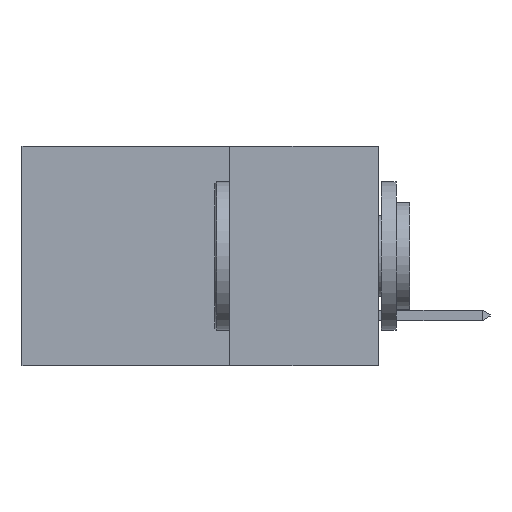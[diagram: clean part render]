
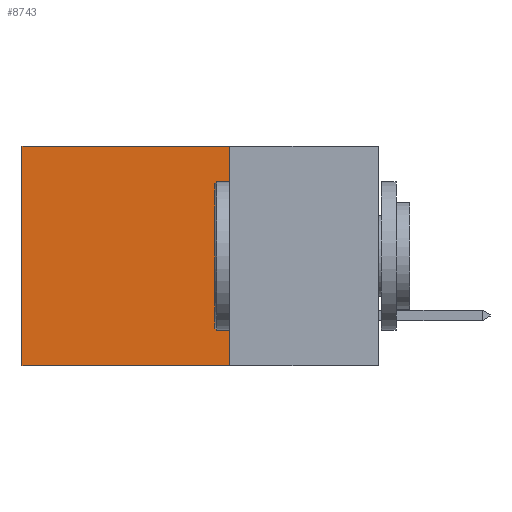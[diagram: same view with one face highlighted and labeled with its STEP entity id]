
A CAD part, left-side view. The second image highlights one B-rep face of the part: STEP entity #8743.
In plain terms, the highlighted planar face has unit normal (-1, 0, 0).
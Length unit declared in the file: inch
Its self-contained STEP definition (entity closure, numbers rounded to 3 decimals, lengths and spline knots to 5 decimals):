
#369 = EDGE_CURVE ( 'NONE', #10029, #24076, #19372, .T. ) ;
#946 = ORIENTED_EDGE ( 'NONE', *, *, #20456, .F. ) ;
#2140 = CARTESIAN_POINT ( 'NONE',  ( 0.2615, 0.25, -0.37 ) ) ;
#2746 = CARTESIAN_POINT ( 'NONE',  ( 0.2615, 0.25, -0.37 ) ) ;
#3927 = AXIS2_PLACEMENT_3D ( 'NONE', #14524, #12631, #12577 ) ;
#3971 = VECTOR ( 'NONE', #10175, 39.37008 ) ;
#4587 = CARTESIAN_POINT ( 'NONE',  ( 0.2615, 0.6, -0.37 ) ) ;
#4654 = VERTEX_POINT ( 'NONE', #13655 ) ;
#8134 = VECTOR ( 'NONE', #12348, 39.37008 ) ;
#8743 = ADVANCED_FACE ( 'NONE', ( #20847 ), #14552, .F. ) ;
#9225 = ORIENTED_EDGE ( 'NONE', *, *, #369, .F. ) ;
#10029 = VERTEX_POINT ( 'NONE', #2746 ) ;
#10175 = DIRECTION ( 'NONE',  ( 0., 0., -1. ) ) ;
#11300 = DIRECTION ( 'NONE',  ( 0., 1., 0. ) ) ;
#12348 = DIRECTION ( 'NONE',  ( 0., 1., 0. ) ) ;
#12577 = DIRECTION ( 'NONE',  ( 0., 0., -1. ) ) ;
#12631 = DIRECTION ( 'NONE',  ( 1., 0., 0. ) ) ;
#13215 = LINE ( 'NONE', #17771, #23218 ) ;
#13655 = CARTESIAN_POINT ( 'NONE',  ( 0.2615, 0.25, 0. ) ) ;
#14458 = VECTOR ( 'NONE', #11300, 39.37008 ) ;
#14524 = CARTESIAN_POINT ( 'NONE',  ( 0.2615, 0.25, -0.37 ) ) ;
#14552 = PLANE ( 'NONE',  #3927 ) ;
#15089 = LINE ( 'NONE', #19170, #14458 ) ;
#15309 = VERTEX_POINT ( 'NONE', #23703 ) ;
#15346 = CARTESIAN_POINT ( 'NONE',  ( 0.2615, 0.25, -0.37 ) ) ;
#17102 = ORIENTED_EDGE ( 'NONE', *, *, #17618, .T. ) ;
#17618 = EDGE_CURVE ( 'NONE', #15309, #24076, #13215, .T. ) ;
#17771 = CARTESIAN_POINT ( 'NONE',  ( 0.2615, 0.6, -0.37 ) ) ;
#17968 = EDGE_CURVE ( 'NONE', #4654, #15309, #15089, .T. ) ;
#18297 = EDGE_LOOP ( 'NONE', ( #17102, #9225, #946, #20374 ) ) ;
#19170 = CARTESIAN_POINT ( 'NONE',  ( 0.2615, 0.25, 0. ) ) ;
#19327 = LINE ( 'NONE', #2140, #3971 ) ;
#19372 = LINE ( 'NONE', #15346, #8134 ) ;
#19790 = DIRECTION ( 'NONE',  ( 0., 0., -1. ) ) ;
#20374 = ORIENTED_EDGE ( 'NONE', *, *, #17968, .T. ) ;
#20456 = EDGE_CURVE ( 'NONE', #4654, #10029, #19327, .T. ) ;
#20847 = FACE_OUTER_BOUND ( 'NONE', #18297, .T. ) ;
#23218 = VECTOR ( 'NONE', #19790, 39.37008 ) ;
#23703 = CARTESIAN_POINT ( 'NONE',  ( 0.2615, 0.6, 0. ) ) ;
#24076 = VERTEX_POINT ( 'NONE', #4587 ) ;
